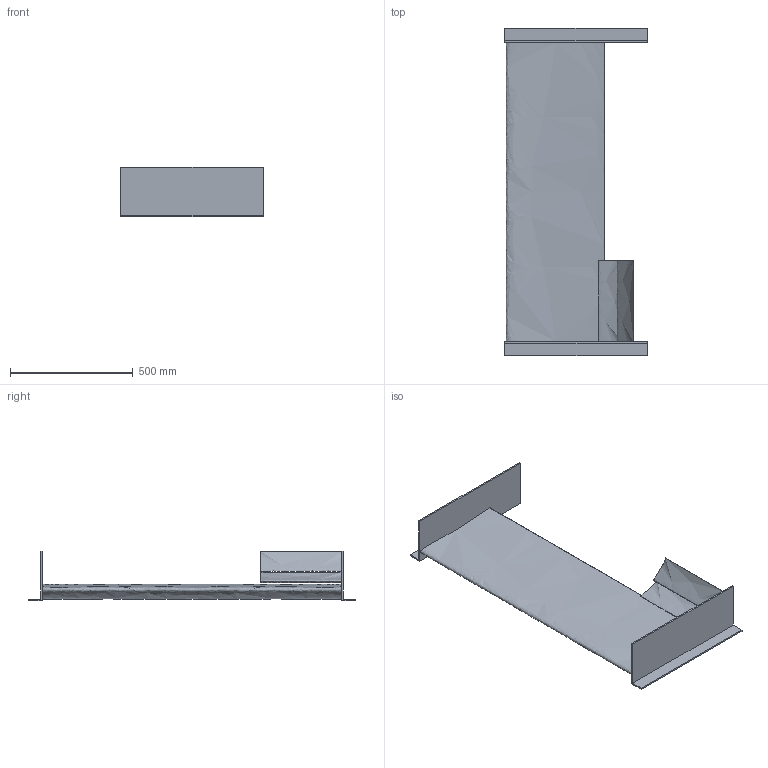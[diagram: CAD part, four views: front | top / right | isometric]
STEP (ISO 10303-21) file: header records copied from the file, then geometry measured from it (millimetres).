
FILE_DESCRIPTION (( 'STEP AP214' ), '1' );
FILE_NAME ('Ride Height Mock Up R2.STEP', '2023-08-08T03:58:08', ( '' ), ( '' ), 'SwSTEP 2.0', 'SolidWorks 2022', '' );
FILE_SCHEMA (( 'AUTOMOTIVE_DESIGN' ));
Length unit declared in the file: millimetre
Products named in the file (4): Mock End Plate; Ride Height Mock Up R2; NACA6412 Straight ; S1223
Assembly tree (5 placements, depth 2):
  Ride Height Mock Up R2
    NACA6412 Straight 
    Mock End Plate  x2
    S1223  x2
Bounding box: 580 x 1332 x 200.23 mm (x, y, z)
Volume: 13945645.2 mm3; surface area: 1777266.4 mm2
Topology: 5 solids, 5 shells, 28 faces, 54 edges, 36 vertices
Faces by surface type: plane 25, bspline 3
Entity records: 1066 total; most frequent: CARTESIAN_POINT 590, DIRECTION 70, ORIENTED_EDGE 60, EDGE_CURVE 30, VECTOR 26, LINE 26, AXIS2_PLACEMENT_3D 22, VERTEX_POINT 20
